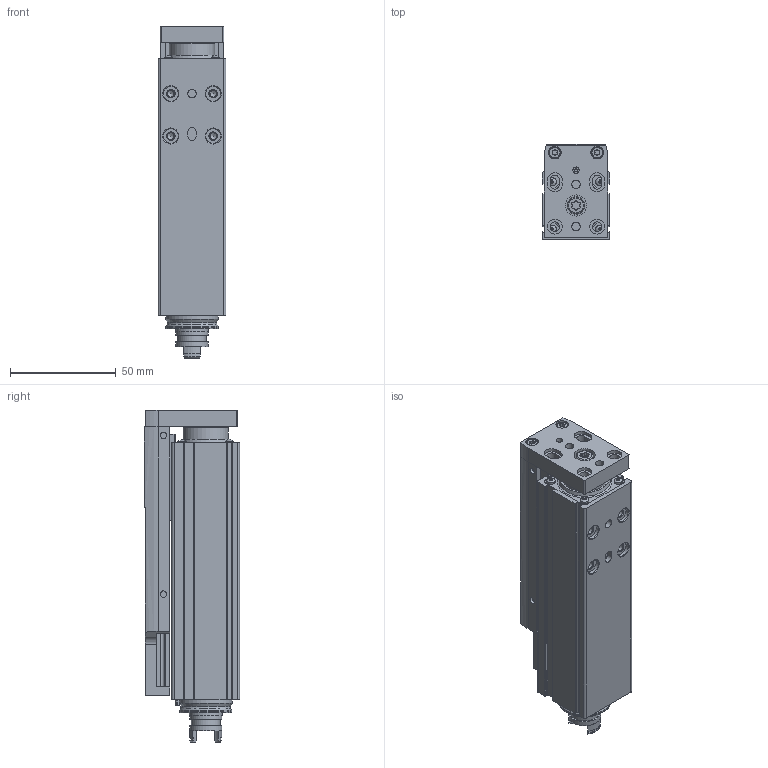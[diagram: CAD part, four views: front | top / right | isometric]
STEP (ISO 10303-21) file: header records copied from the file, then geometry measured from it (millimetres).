
FILE_DESCRIPTION(/* description */ ('STEP AP214'),/* implementation_level */ '2;1');
FILE_NAME(/* name */ '8162075_EGSC-BS-KF-32-75-3P',/* time_stamp */ '2024-08-27T13:43:37+02:00',/* author */ ('License CC BY-ND 4.0'),/* organization */ ('CADENAS'),/* preprocessor_version */ 'ST-DEVELOPER v19.3',/* originating_system */ 'PARTsolutions',/* authorisation */ ' ');
FILE_SCHEMA (('AUTOMOTIVE_DESIGN {1 0 10303 214 3 1 1}'));
Length unit declared in the file: millimetre
Products named in the file (7): 8162075 EGSC-BS-KF-32-75-3P ---(0); 4809413 EGSC-BS-KF-32---(75_P); 340115 M5-ADVU; 8048309 EGSC-BS-KF-32---(S_75); 8141995 EAMC-15-GB8-D6x9-A; ISO 14579 M3x10(F); DIN-912 - M2x8(F)
Assembly tree (6 placements, depth 2):
  8162075 EGSC-BS-KF-32-75-3P ---(0)
    4809413 EGSC-BS-KF-32---(75_P)
    340115 M5-ADVU
    8048309 EGSC-BS-KF-32---(S_75)
    8141995 EAMC-15-GB8-D6x9-A
    ISO 14579 M3x10(F)
    DIN-912 - M2x8(F)
Bounding box: 32 x 45 x 156.9 mm (x, y, z)
Volume: 161124.9 mm3; surface area: 62716.3 mm2
Topology: 6 solids, 6 shells, 524 faces, 1312 edges, 846 vertices
Faces by surface type: plane 244, cylinder 205, cone 61, torus 10, sphere 4
Full cylindrical faces by diameter (mm): 1.221 x2, 1.3 x1, 1.567 x1, 2 x6, 2.459 x1, 2.5 x1, 3 x6, 3.242 x10, 3.8 x1, 3.9 x4, 3.95 x1, 4 x5, 4.134 x1, 4.2 x1, 4.5 x2, 5 x1, 5.35 x2, 5.5 x3, 6 x3, 7 x6, 8 x2, 10 x1, 10.7 x2, 17 x1, 19 x1, 21.4 x2, 24.8 x1, 25 x1, 28 x1
Entity records: 16779 total; most frequent: CARTESIAN_POINT 2764, DIRECTION 2677, ORIENTED_EDGE 2324, EDGE_CURVE 1162, AXIS2_PLACEMENT_3D 1046, VERTEX_POINT 827, FACE_BOUND 753, EDGE_LOOP 747
